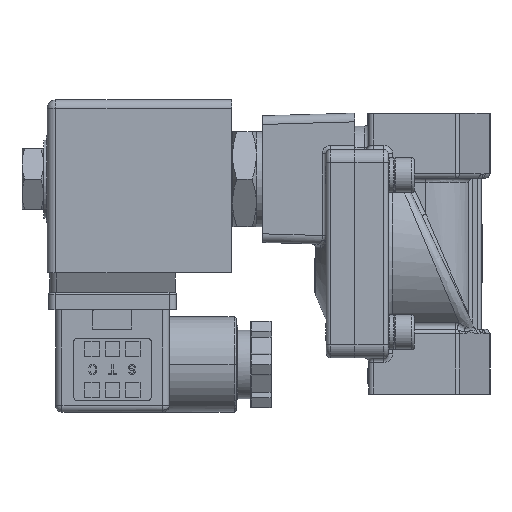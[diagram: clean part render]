
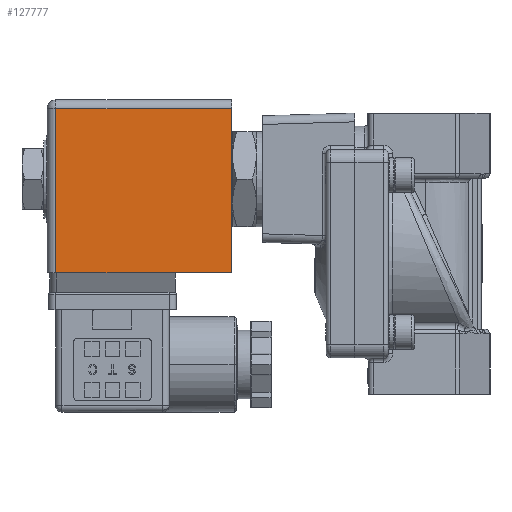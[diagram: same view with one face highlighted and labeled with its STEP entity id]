
A CAD part, left-side view. The second image highlights one B-rep face of the part: STEP entity #127777.
In plain terms, the highlighted planar face has unit normal (-1, 0, 0).
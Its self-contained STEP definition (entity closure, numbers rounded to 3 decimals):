
#1557 = VECTOR ( 'NONE', #64234, 1000. ) ;
#4591 = FACE_OUTER_BOUND ( 'NONE', #91636, .T. ) ;
#6825 = VECTOR ( 'NONE', #38821, 1000. ) ;
#19961 = CARTESIAN_POINT ( 'NONE',  ( -17.925, 59.9, -4.43 ) ) ;
#24265 = VERTEX_POINT ( 'NONE', #110626 ) ;
#25324 = PLANE ( 'NONE',  #38681 ) ;
#30723 = VECTOR ( 'NONE', #120193, 1000. ) ;
#32971 = VERTEX_POINT ( 'NONE', #19961 ) ;
#33197 = EDGE_CURVE ( 'NONE', #32971, #98377, #101637, .T. ) ;
#38113 = LINE ( 'NONE', #112153, #6825 ) ;
#38681 = AXIS2_PLACEMENT_3D ( 'NONE', #47004, #120826, #57602 ) ;
#38821 = DIRECTION ( 'NONE',  ( 0., 0., -1. ) ) ;
#42170 = VECTOR ( 'NONE', #107078, 1000. ) ;
#47004 = CARTESIAN_POINT ( 'NONE',  ( -17.925, 59.9, -4.43 ) ) ;
#53202 = EDGE_CURVE ( 'NONE', #24265, #32971, #114948, .T. ) ;
#57602 = DIRECTION ( 'NONE',  ( 0., 0., 1. ) ) ;
#59338 = CARTESIAN_POINT ( 'NONE',  ( -17.925, 100.6, 33.57 ) ) ;
#64234 = DIRECTION ( 'NONE',  ( 0., 1., 0. ) ) ;
#69588 = ORIENTED_EDGE ( 'NONE', *, *, #97654, .T. ) ;
#85740 = LINE ( 'NONE', #127448, #1557 ) ;
#91636 = EDGE_LOOP ( 'NONE', ( #127040, #130909, #69588, #107337 ) ) ;
#96733 = VERTEX_POINT ( 'NONE', #59338 ) ;
#97654 = EDGE_CURVE ( 'NONE', #98377, #96733, #85740, .T. ) ;
#98377 = VERTEX_POINT ( 'NONE', #106090 ) ;
#98591 = CARTESIAN_POINT ( 'NONE',  ( -17.925, 59.9, -4.43 ) ) ;
#101637 = LINE ( 'NONE', #106637, #42170 ) ;
#106090 = CARTESIAN_POINT ( 'NONE',  ( -17.925, 59.9, 33.57 ) ) ;
#106637 = CARTESIAN_POINT ( 'NONE',  ( -17.925, 59.9, -4.43 ) ) ;
#107078 = DIRECTION ( 'NONE',  ( 0., 0., 1. ) ) ;
#107337 = ORIENTED_EDGE ( 'NONE', *, *, #125605, .T. ) ;
#110626 = CARTESIAN_POINT ( 'NONE',  ( -17.925, 100.6, -4.43 ) ) ;
#112153 = CARTESIAN_POINT ( 'NONE',  ( -17.925, 100.6, -4.43 ) ) ;
#114948 = LINE ( 'NONE', #98591, #30723 ) ;
#120193 = DIRECTION ( 'NONE',  ( 0., -1., 0. ) ) ;
#120826 = DIRECTION ( 'NONE',  ( -1., 0., 0. ) ) ;
#125605 = EDGE_CURVE ( 'NONE', #96733, #24265, #38113, .T. ) ;
#127040 = ORIENTED_EDGE ( 'NONE', *, *, #53202, .T. ) ;
#127448 = CARTESIAN_POINT ( 'NONE',  ( -17.925, 59.9, 33.57 ) ) ;
#127777 = ADVANCED_FACE ( 'NONE', ( #4591 ), #25324, .T. ) ;
#130909 = ORIENTED_EDGE ( 'NONE', *, *, #33197, .T. ) ;
